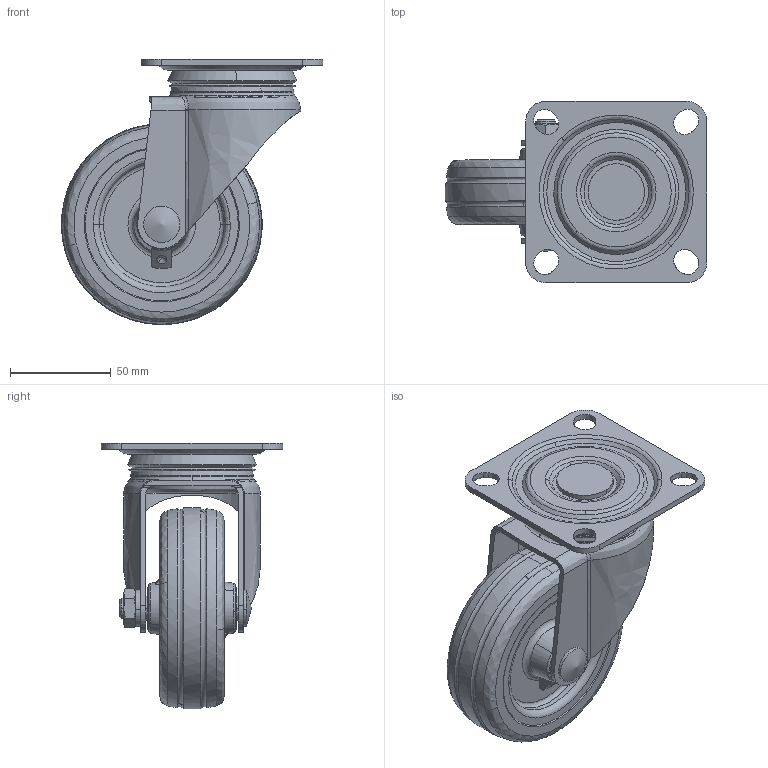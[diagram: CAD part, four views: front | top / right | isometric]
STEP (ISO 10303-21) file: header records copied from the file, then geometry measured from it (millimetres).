
FILE_DESCRIPTION((''),'2;1');
FILE_NAME('','2008-05-01T20:48:11',(''),(''),'','CADfix','');
FILE_SCHEMA(('AUTOMOTIVE_DESIGN { 1 0 10303 214 1 1 1 1 }'));
Length unit declared in the file: millimetre
Bounding box: 130 x 90 x 132 mm (x, y, z)
Volume: 303703 mm3; surface area: 81026.2 mm2
Topology: 5 solids, 5 shells, 263 faces, 804 edges, 568 vertices
Faces by surface type: bspline 263
Entity records: 14260 total; most frequent: CARTESIAN_POINT 9938, ORIENTED_EDGE 1592, EDGE_CURVE 796, VERTEX_POINT 568, EDGE_LOOP 306, FACE_OUTER_BOUND 263, ADVANCED_FACE 263, QUASI_UNIFORM_CURVE 181
